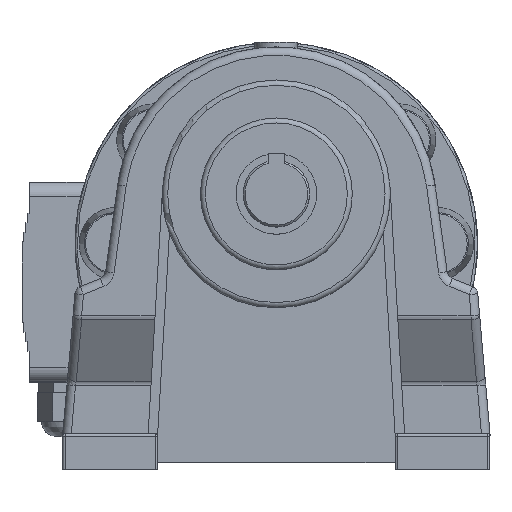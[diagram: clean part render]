
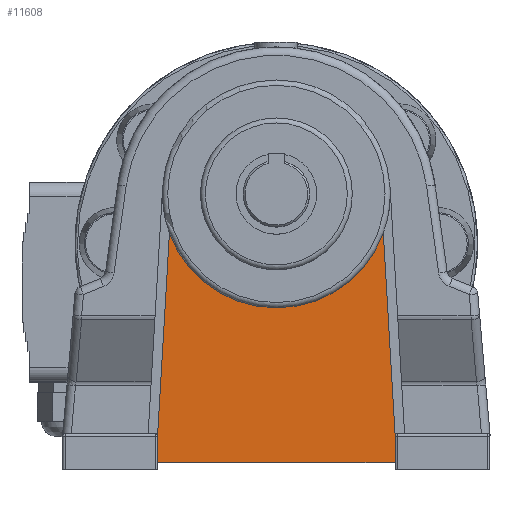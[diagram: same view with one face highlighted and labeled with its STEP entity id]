
A CAD part, top view. The second image highlights one B-rep face of the part: STEP entity #11608.
In plain terms, the highlighted planar face has unit normal (0, 0, 1).
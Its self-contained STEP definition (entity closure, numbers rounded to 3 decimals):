
#96=PLANE($,#12428);
#639=LINE($,#17259,#1916);
#658=LINE($,#17307,#1935);
#669=LINE($,#17330,#1946);
#741=LINE($,#17650,#2018);
#744=LINE($,#17657,#2021);
#1916=VECTOR($,#13574,100.);
#1935=VECTOR($,#13609,12.);
#1946=VECTOR($,#13626,12.);
#2018=VECTOR($,#13862,84.584);
#2021=VECTOR($,#13871,84.584);
#3509=FACE_OUTER_BOUND($,#4223,.T.);
#4223=EDGE_LOOP($,(#8637,#8638,#8639,#8640,#8641,#8642));
#5067=CIRCLE($,#12426,48.);
#5443=VERTEX_POINT($,#17256);
#5444=VERTEX_POINT($,#17258);
#5465=VERTEX_POINT($,#17305);
#5474=VERTEX_POINT($,#17329);
#5535=VERTEX_POINT($,#17649);
#5536=VERTEX_POINT($,#17653);
#6596=EDGE_CURVE($,#5444,#5443,#639,.T.);
#6620=EDGE_CURVE($,#5443,#5465,#658,.T.);
#6632=EDGE_CURVE($,#5474,#5444,#669,.T.);
#6749=EDGE_CURVE($,#5535,#5474,#741,.T.);
#6751=EDGE_CURVE($,#5536,#5535,#5067,.T.);
#6753=EDGE_CURVE($,#5465,#5536,#744,.T.);
#8637=ORIENTED_EDGE($,*,*,#6632,.T.);
#8638=ORIENTED_EDGE($,*,*,#6596,.T.);
#8639=ORIENTED_EDGE($,*,*,#6620,.T.);
#8640=ORIENTED_EDGE($,*,*,#6753,.T.);
#8641=ORIENTED_EDGE($,*,*,#6751,.T.);
#8642=ORIENTED_EDGE($,*,*,#6749,.T.);
#11608=ADVANCED_FACE($,(#3509),#96,.T.);
#12426=AXIS2_PLACEMENT_3D($,#17654,#13866,#13867);
#12428=AXIS2_PLACEMENT_3D($,#17658,#13872,#13873);
#13574=DIRECTION($,(1.,0.,0.));
#13609=DIRECTION($,(0.,1.,0.));
#13626=DIRECTION($,(0.,-1.,0.));
#13862=DIRECTION($,(-0.058,-0.998,0.));
#13866=DIRECTION('center_axis',(0.,0.,-1.));
#13867=DIRECTION('ref_axis',(1.,0.,0.));
#13871=DIRECTION($,(-0.058,0.998,0.));
#13872=DIRECTION('center_axis',(0.,0.,1.));
#13873=DIRECTION('ref_axis',(1.,0.,0.));
#17256=CARTESIAN_POINT('',(50.,-113.,-10.417));
#17258=CARTESIAN_POINT('',(-50.,-113.,-10.417));
#17259=CARTESIAN_POINT($,(-50.,-113.,-10.417));
#17305=CARTESIAN_POINT('',(50.,-101.,-10.417));
#17307=CARTESIAN_POINT($,(50.,-113.,-10.417));
#17329=CARTESIAN_POINT('',(-50.,-101.,-10.417));
#17330=CARTESIAN_POINT($,(-50.,-101.,-10.417));
#17649=CARTESIAN_POINT('',(-45.053,-16.561,-10.417));
#17650=CARTESIAN_POINT($,(-45.053,-16.561,-10.417));
#17653=CARTESIAN_POINT('',(45.053,-16.561,-10.417));
#17654=CARTESIAN_POINT('Origin',(0.,0.,-10.417));
#17657=CARTESIAN_POINT($,(50.,-101.,-10.417));
#17658=CARTESIAN_POINT('Origin',(0.,0.,-10.417));
